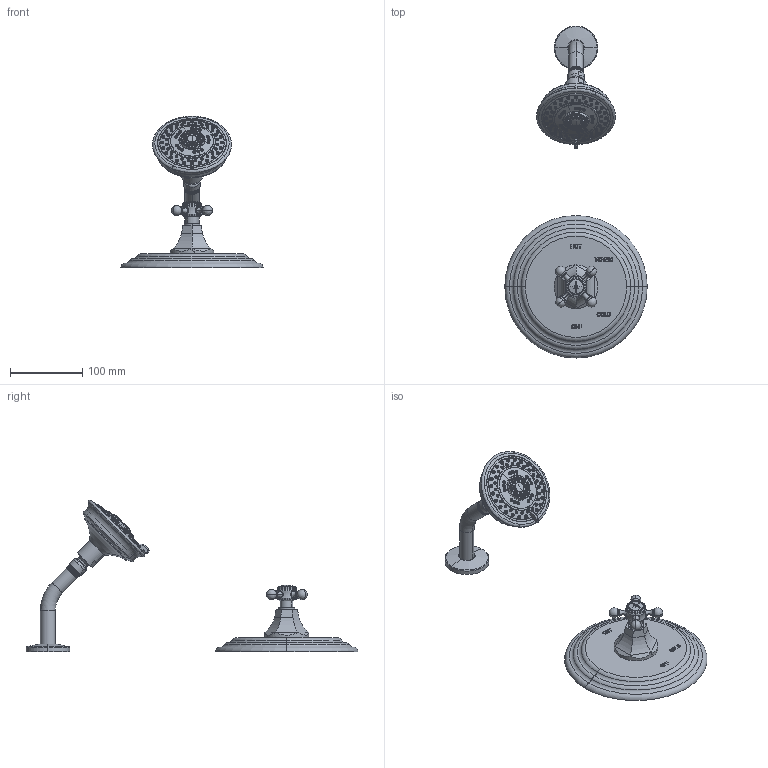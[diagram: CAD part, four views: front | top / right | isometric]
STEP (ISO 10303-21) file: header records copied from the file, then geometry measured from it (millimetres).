
FILE_DESCRIPTION((''),'2;1');
FILE_NAME('3-1224BP','2021-05-27T10:12:23',('jinson.thomas'),(''),'CREO PARAMETRIC BY PTC INC, 2018400','CREO PARAMETRIC BY PTC INC, 2018400','');
FILE_SCHEMA(('CONFIG_CONTROL_DESIGN'));
Length unit declared in the file: inch
Products named in the file (1): 3-1224BP
Bounding box: 196.85 x 458.85 x 209.53 mm (x, y, z)
Volume: 856703.5 mm3; surface area: 124487.3 mm2
Topology: 2 solids, 2 shells, 1415 faces, 3122 edges, 1882 vertices
Faces by surface type: torus 375, cone 316, plane 289, cylinder 233, bspline 100, extrusion 80, sphere 20, revolution 2
Entity records: 59312 total; most frequent: CARTESIAN_POINT 29099, ORIENTED_EDGE 6220, DIRECTION 6134, EDGE_CURVE 3110, AXIS2_PLACEMENT_3D 2503, VERTEX_POINT 1882, EDGE_LOOP 1614, FACE_OUTER_BOUND 1415
